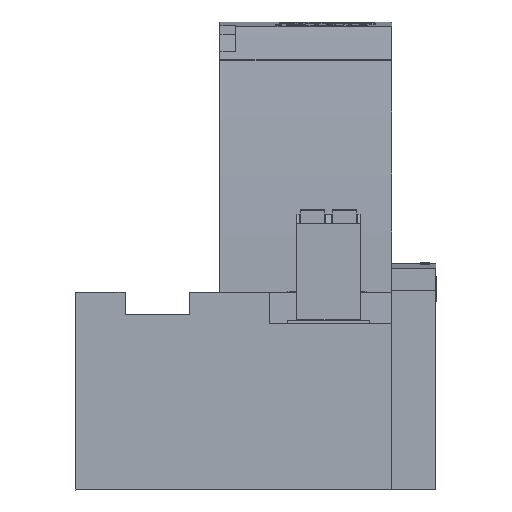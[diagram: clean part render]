
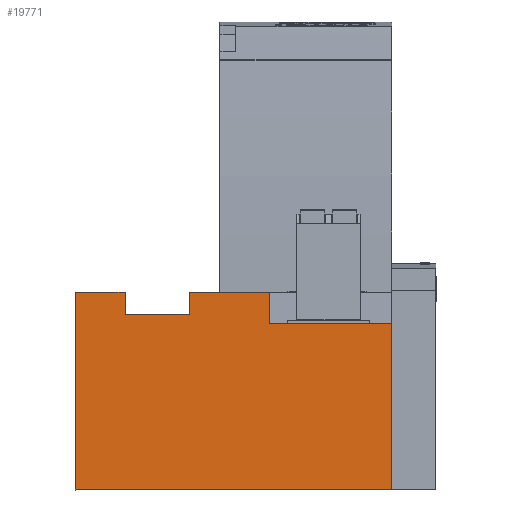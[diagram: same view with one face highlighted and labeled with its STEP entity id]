
A CAD part, front view. The second image highlights one B-rep face of the part: STEP entity #19771.
In plain terms, the highlighted planar face has unit normal (0, -1, 0).
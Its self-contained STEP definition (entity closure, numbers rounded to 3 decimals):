
#19771=ADVANCED_FACE('',(#25405),#22815,.T.);
#22815=PLANE('',#76321);
#25405=FACE_OUTER_BOUND('',#28328,.T.);
#28328=EDGE_LOOP('',(#32206,#32207,#32208,#32209,#32210,#32211,#32212,#32213,
#32214,#32215));
#32206=ORIENTED_EDGE('',*,*,#52669,.F.);
#32207=ORIENTED_EDGE('',*,*,#52204,.T.);
#32208=ORIENTED_EDGE('',*,*,#52670,.T.);
#32209=ORIENTED_EDGE('',*,*,#52280,.T.);
#32210=ORIENTED_EDGE('',*,*,#52263,.F.);
#32211=ORIENTED_EDGE('',*,*,#52638,.F.);
#32212=ORIENTED_EDGE('',*,*,#52671,.T.);
#32213=ORIENTED_EDGE('',*,*,#52664,.T.);
#32214=ORIENTED_EDGE('',*,*,#52672,.F.);
#32215=ORIENTED_EDGE('',*,*,#52673,.T.);
#47062=VERTEX_POINT('',#92423);
#47066=VERTEX_POINT('',#92431);
#47122=VERTEX_POINT('',#92550);
#47123=VERTEX_POINT('',#92552);
#47135=VERTEX_POINT('',#92584);
#47445=VERTEX_POINT('',#93726);
#47470=VERTEX_POINT('',#93779);
#47471=VERTEX_POINT('',#93781);
#47474=VERTEX_POINT('',#93790);
#47475=VERTEX_POINT('',#93794);
#52204=EDGE_CURVE('',#47062,#47066,#59904,.T.);
#52263=EDGE_CURVE('',#47122,#47123,#59952,.T.);
#52280=EDGE_CURVE('',#47135,#47123,#59969,.T.);
#52638=EDGE_CURVE('',#47445,#47122,#60250,.T.);
#52664=EDGE_CURVE('',#47471,#47470,#60276,.T.);
#52669=EDGE_CURVE('',#47062,#47474,#60281,.T.);
#52670=EDGE_CURVE('',#47066,#47135,#60282,.T.);
#52671=EDGE_CURVE('',#47445,#47471,#60283,.T.);
#52672=EDGE_CURVE('',#47475,#47470,#60284,.T.);
#52673=EDGE_CURVE('',#47475,#47474,#60285,.T.);
#59904=LINE('',#92432,#66390);
#59952=LINE('',#92551,#66438);
#59969=LINE('',#92583,#66455);
#60250=LINE('',#93727,#66736);
#60276=LINE('',#93780,#66762);
#60281=LINE('',#93789,#66767);
#60282=LINE('',#93791,#66768);
#60283=LINE('',#93792,#66769);
#60284=LINE('',#93793,#66770);
#60285=LINE('',#93795,#66771);
#66390=VECTOR('',#79350,1.);
#66438=VECTOR('',#79428,1.);
#66455=VECTOR('',#79451,1.);
#66736=VECTOR('',#79952,1.);
#66762=VECTOR('',#79982,1.);
#66767=VECTOR('',#79989,1.);
#66768=VECTOR('',#79990,1.);
#66769=VECTOR('',#79991,1.);
#66770=VECTOR('',#79992,1.);
#66771=VECTOR('',#79993,1.);
#76321=AXIS2_PLACEMENT_3D('',#93796,#79994,#79995);
#79350=DIRECTION('',(-1.,0.,0.));
#79428=DIRECTION('',(0.,0.,-1.));
#79451=DIRECTION('',(1.,0.,0.));
#79952=DIRECTION('',(1.,0.,0.));
#79982=DIRECTION('',(-1.,0.,0.));
#79989=DIRECTION('',(0.,0.,-1.));
#79990=DIRECTION('',(0.,0.,-1.));
#79991=DIRECTION('',(0.,0.,1.));
#79992=DIRECTION('',(0.,0.,1.));
#79993=DIRECTION('',(-1.,0.,0.));
#79994=DIRECTION('',(0.,-1.,0.));
#79995=DIRECTION('',(0.,0.,-1.));
#92423=CARTESIAN_POINT('',(-32.15,-76.6,24.3));
#92431=CARTESIAN_POINT('',(-40.,-76.6,24.3));
#92432=CARTESIAN_POINT('',(-40.,-76.6,24.3));
#92550=CARTESIAN_POINT('',(10.,-76.6,19.3));
#92551=CARTESIAN_POINT('',(10.,-76.6,58.308));
#92552=CARTESIAN_POINT('',(10.,-76.6,-7.));
#92583=CARTESIAN_POINT('',(-40.,-76.6,-7.));
#92584=CARTESIAN_POINT('',(-40.,-76.6,-7.));
#93726=CARTESIAN_POINT('',(-9.3,-76.6,19.3));
#93727=CARTESIAN_POINT('',(-9.3,-76.6,19.3));
#93779=CARTESIAN_POINT('',(-21.95,-76.6,24.3));
#93780=CARTESIAN_POINT('',(-40.,-76.6,24.3));
#93781=CARTESIAN_POINT('',(-9.3,-76.6,24.3));
#93789=CARTESIAN_POINT('',(-32.15,-76.6,58.308));
#93790=CARTESIAN_POINT('',(-32.15,-76.6,20.8));
#93791=CARTESIAN_POINT('',(-40.,-76.6,58.308));
#93792=CARTESIAN_POINT('',(-9.3,-76.6,19.3));
#93793=CARTESIAN_POINT('',(-21.95,-76.6,58.308));
#93794=CARTESIAN_POINT('',(-21.95,-76.6,20.8));
#93795=CARTESIAN_POINT('',(-40.,-76.6,20.8));
#93796=CARTESIAN_POINT('',(-40.,-76.6,58.308));
